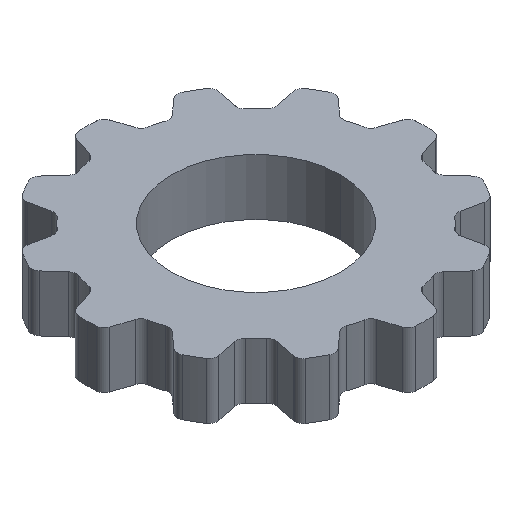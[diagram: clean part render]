
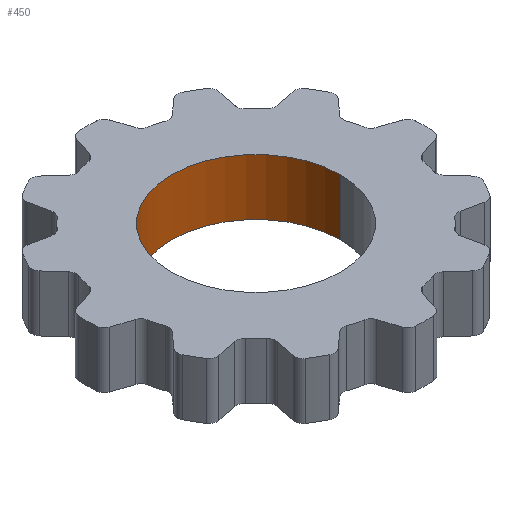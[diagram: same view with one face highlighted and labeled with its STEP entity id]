
A CAD part, isometric view. The second image highlights one B-rep face of the part: STEP entity #450.
In plain terms, the highlighted cylindrical face has radius 30 mm (diameter 60 mm), a partial arc.
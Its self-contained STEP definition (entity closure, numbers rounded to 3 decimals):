
#98 = FACE_OUTER_BOUND ( 'NONE', #1654, .T. ) ;
#115 = EDGE_CURVE ( 'NONE', #3496, #1888, #2246, .T. ) ;
#230 = DIRECTION ( 'NONE',  ( 1., 0., 0. ) ) ;
#238 = DIRECTION ( 'NONE',  ( 0., 0., -1. ) ) ;
#247 = VECTOR ( 'NONE', #238, 1000. ) ;
#313 = LINE ( 'NONE', #2326, #247 ) ;
#375 = CARTESIAN_POINT ( 'NONE',  ( 30., 0., 0. ) ) ;
#450 = ADVANCED_FACE ( 'NONE', ( #98 ), #2424, .F. ) ;
#638 = DIRECTION ( 'NONE',  ( 0., 0., -1. ) ) ;
#1047 = EDGE_CURVE ( 'NONE', #2657, #2227, #2780, .T. ) ;
#1144 = AXIS2_PLACEMENT_3D ( 'NONE', #2918, #1193, #230 ) ;
#1193 = DIRECTION ( 'NONE',  ( 0., 0., 1. ) ) ;
#1347 = ORIENTED_EDGE ( 'NONE', *, *, #2194, .F. ) ;
#1497 = EDGE_CURVE ( 'NONE', #2227, #1888, #313, .T. ) ;
#1506 = CARTESIAN_POINT ( 'NONE',  ( 30., 0., 20. ) ) ;
#1526 = ORIENTED_EDGE ( 'NONE', *, *, #1497, .T. ) ;
#1594 = ORIENTED_EDGE ( 'NONE', *, *, #115, .F. ) ;
#1654 = EDGE_LOOP ( 'NONE', ( #1347, #2411, #1526, #1594 ) ) ;
#1885 = VECTOR ( 'NONE', #638, 1000. ) ;
#1888 = VERTEX_POINT ( 'NONE', #2838 ) ;
#2194 = EDGE_CURVE ( 'NONE', #2657, #3496, #3256, .T. ) ;
#2227 = VERTEX_POINT ( 'NONE', #3309 ) ;
#2246 = CIRCLE ( 'NONE', #3209, 30. ) ;
#2326 = CARTESIAN_POINT ( 'NONE',  ( -30., 0., 20. ) ) ;
#2411 = ORIENTED_EDGE ( 'NONE', *, *, #1047, .T. ) ;
#2424 = CYLINDRICAL_SURFACE ( 'NONE', #2439, 30. ) ;
#2439 = AXIS2_PLACEMENT_3D ( 'NONE', #2927, #3576, #2947 ) ;
#2485 = DIRECTION ( 'NONE',  ( 1., 0., 0. ) ) ;
#2657 = VERTEX_POINT ( 'NONE', #1506 ) ;
#2727 = CARTESIAN_POINT ( 'NONE',  ( 0., 0., 0. ) ) ;
#2780 = CIRCLE ( 'NONE', #1144, 30. ) ;
#2838 = CARTESIAN_POINT ( 'NONE',  ( -30., 0., 0. ) ) ;
#2918 = CARTESIAN_POINT ( 'NONE',  ( 0., 0., 20. ) ) ;
#2927 = CARTESIAN_POINT ( 'NONE',  ( 0., 0., 20. ) ) ;
#2947 = DIRECTION ( 'NONE',  ( -1., 0., 0. ) ) ;
#3209 = AXIS2_PLACEMENT_3D ( 'NONE', #2727, #3370, #2485 ) ;
#3256 = LINE ( 'NONE', #3484, #1885 ) ;
#3309 = CARTESIAN_POINT ( 'NONE',  ( -30., 0., 20. ) ) ;
#3370 = DIRECTION ( 'NONE',  ( 0., 0., 1. ) ) ;
#3484 = CARTESIAN_POINT ( 'NONE',  ( 30., 0., 20. ) ) ;
#3496 = VERTEX_POINT ( 'NONE', #375 ) ;
#3576 = DIRECTION ( 'NONE',  ( 0., 0., -1. ) ) ;
